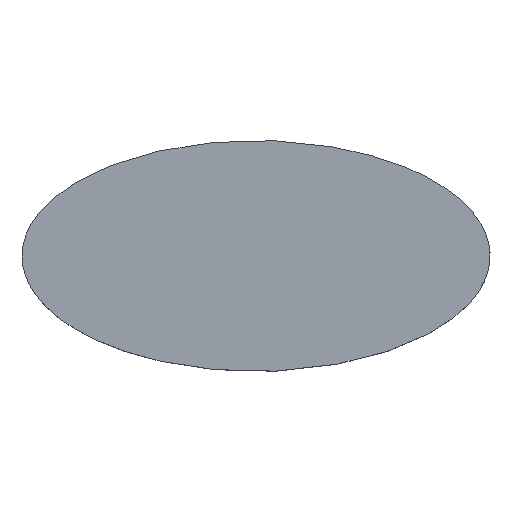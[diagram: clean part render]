
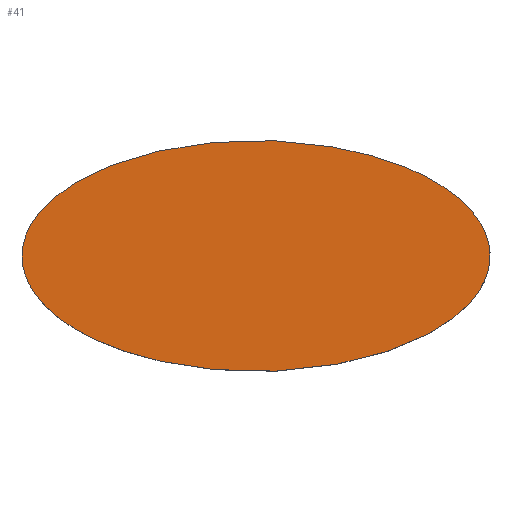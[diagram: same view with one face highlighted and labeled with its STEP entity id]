
A CAD part, top view. The second image highlights one B-rep face of the part: STEP entity #41.
In plain terms, the highlighted planar face has unit normal (0, 0, 1).
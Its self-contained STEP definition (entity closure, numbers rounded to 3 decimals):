
#20=FACE_OUTER_BOUND('',#23,.T.);
#23=EDGE_LOOP('',(#36));
#25=B_SPLINE_CURVE_WITH_KNOTS('',3,(#114,#115,#116,#117,#118,#119,#120,
#121,#122,#123,#124,#125,#126,#127,#128),.UNSPECIFIED.,.T.,.F.,(4,1,1,1,
1,1,1,1,1,1,1,1,4),(0.,0.393,0.785,1.571,
2.356,2.749,3.142,3.534,3.927,
4.712,5.498,5.89,6.283),
 .UNSPECIFIED.);
#27=VERTEX_POINT('',#113);
#29=EDGE_CURVE('',#27,#27,#25,.T.);
#36=ORIENTED_EDGE('',*,*,#29,.T.);
#38=PLANE('',#57);
#41=ADVANCED_FACE('',(#20),#38,.T.);
#57=AXIS2_PLACEMENT_3D('',#130,#63,#64);
#63=DIRECTION('center_axis',(0.,0.,1.));
#64=DIRECTION('ref_axis',(1.,0.,0.));
#113=CARTESIAN_POINT('',(-8.15,0.,2.));
#114=CARTESIAN_POINT('Ctrl Pts',(-8.15,0.,
2.));
#115=CARTESIAN_POINT('Ctrl Pts',(-8.15,-0.515,2.));
#116=CARTESIAN_POINT('Ctrl Pts',(-7.743,-1.546,2.));
#117=CARTESIAN_POINT('Ctrl Pts',(-5.347,-3.357,2.));
#118=CARTESIAN_POINT('Ctrl Pts',(0.,-4.471,
2.));
#119=CARTESIAN_POINT('Ctrl Pts',(5.347,-3.357,2.));
#120=CARTESIAN_POINT('Ctrl Pts',(7.743,-1.546,2.));
#121=CARTESIAN_POINT('Ctrl Pts',(8.354,0.,
2.));
#122=CARTESIAN_POINT('Ctrl Pts',(7.743,1.546,2.));
#123=CARTESIAN_POINT('Ctrl Pts',(5.347,3.357,2.));
#124=CARTESIAN_POINT('Ctrl Pts',(0.,4.471,
2.));
#125=CARTESIAN_POINT('Ctrl Pts',(-5.347,3.357,2.));
#126=CARTESIAN_POINT('Ctrl Pts',(-7.743,1.546,2.));
#127=CARTESIAN_POINT('Ctrl Pts',(-8.15,0.515,2.));
#128=CARTESIAN_POINT('Ctrl Pts',(-8.15,0.,2.));
#130=CARTESIAN_POINT('Origin',(0.,0.,2.));
